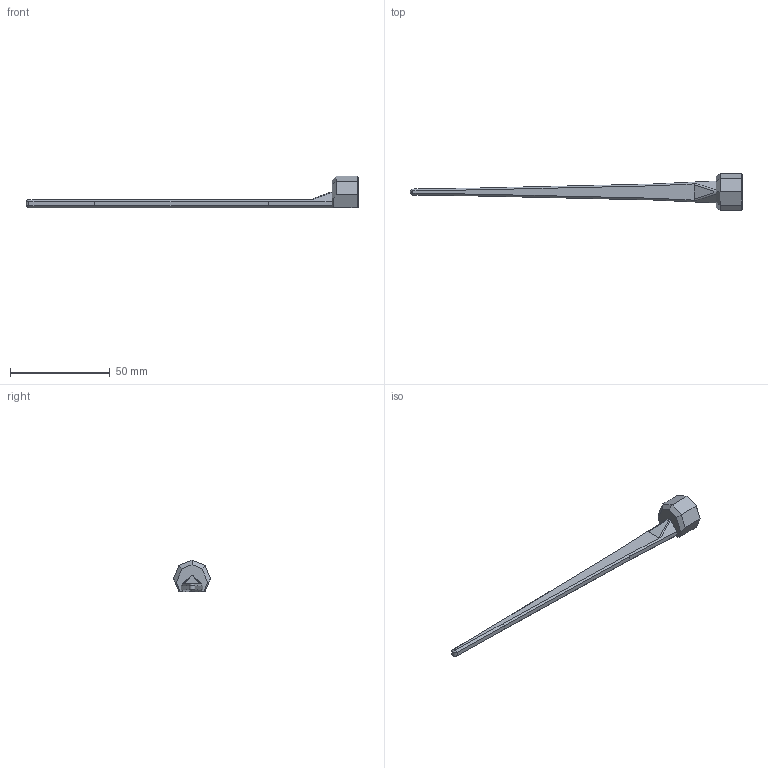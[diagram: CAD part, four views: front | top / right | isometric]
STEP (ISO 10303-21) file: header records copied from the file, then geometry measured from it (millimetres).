
FILE_DESCRIPTION(('FreeCAD Model'),'2;1');
FILE_NAME('Open CASCADE Shape Model','2025-08-24T11:07:16',(''),(''), 'Open CASCADE STEP processor 7.8','FreeCAD','Unknown');
FILE_SCHEMA(('AUTOMOTIVE_DESIGN { 1 0 10303 214 1 1 1 1 }'));
Length unit declared in the file: millimetre
Products named in the file (1): round-circle-attached
Bounding box: 166.5 x 18.5 x 15.79 mm (x, y, z)
Volume: 6517.9 mm3; surface area: 3872.5 mm2
Topology: 1 solids, 1 shells, 49 faces, 123 edges, 76 vertices
Faces by surface type: plane 41, bspline 3, cylinder 3, cone 2
Entity records: 3123 total; most frequent: CARTESIAN_POINT 635, DIRECTION 446, LINE 332, VECTOR 332, ORIENTED_EDGE 246, PCURVE 246, DEFINITIONAL_REPRESENTATION 246, EDGE_CURVE 123
